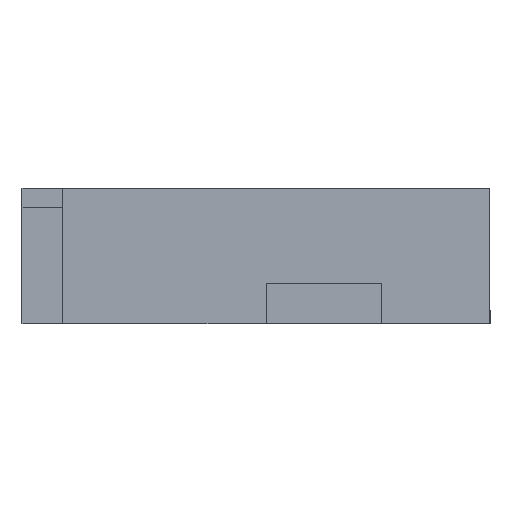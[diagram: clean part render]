
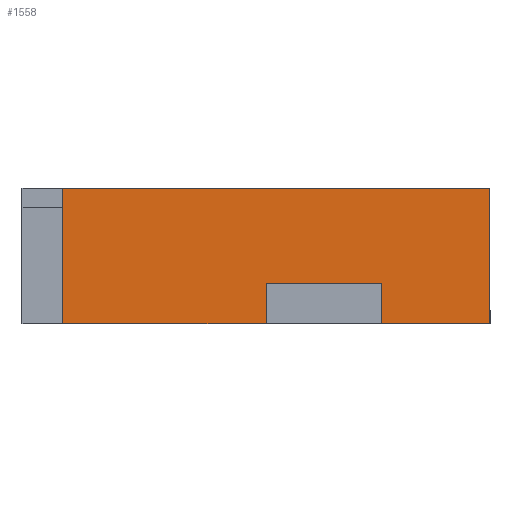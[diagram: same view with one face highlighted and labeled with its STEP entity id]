
A CAD part, front view. The second image highlights one B-rep face of the part: STEP entity #1558.
In plain terms, the highlighted planar face has unit normal (0, -1, 0).
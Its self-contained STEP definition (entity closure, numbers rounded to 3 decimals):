
#36=PLANE('',#1669);
#101=FACE_OUTER_BOUND('',#184,.T.);
#184=EDGE_LOOP('',(#1194,#1195,#1196,#1197,#1198,#1199,#1200,#1201));
#273=LINE('',#2240,#466);
#306=LINE('',#2317,#499);
#335=LINE('',#2384,#528);
#339=LINE('',#2393,#532);
#340=LINE('',#2396,#533);
#341=LINE('',#2398,#534);
#342=LINE('',#2399,#535);
#343=LINE('',#2400,#536);
#466=VECTOR('',#1794,10.);
#499=VECTOR('',#1843,10.);
#528=VECTOR('',#1902,10.);
#532=VECTOR('',#1910,10.);
#533=VECTOR('',#1913,10.);
#534=VECTOR('',#1914,10.);
#535=VECTOR('',#1915,10.);
#536=VECTOR('',#1916,10.);
#699=VERTEX_POINT('',#2237);
#700=VERTEX_POINT('',#2239);
#736=VERTEX_POINT('',#2315);
#758=VERTEX_POINT('',#2381);
#759=VERTEX_POINT('',#2383);
#762=VERTEX_POINT('',#2391);
#763=VERTEX_POINT('',#2395);
#764=VERTEX_POINT('',#2397);
#855=EDGE_CURVE('',#699,#700,#273,.T.);
#895=EDGE_CURVE('',#736,#699,#306,.T.);
#928=EDGE_CURVE('',#759,#758,#335,.T.);
#933=EDGE_CURVE('',#758,#762,#339,.T.);
#934=EDGE_CURVE('',#763,#736,#340,.T.);
#935=EDGE_CURVE('',#764,#763,#341,.T.);
#936=EDGE_CURVE('',#759,#764,#342,.T.);
#937=EDGE_CURVE('',#700,#762,#343,.T.);
#1194=ORIENTED_EDGE('',*,*,#895,.F.);
#1195=ORIENTED_EDGE('',*,*,#934,.F.);
#1196=ORIENTED_EDGE('',*,*,#935,.F.);
#1197=ORIENTED_EDGE('',*,*,#936,.F.);
#1198=ORIENTED_EDGE('',*,*,#928,.T.);
#1199=ORIENTED_EDGE('',*,*,#933,.T.);
#1200=ORIENTED_EDGE('',*,*,#937,.F.);
#1201=ORIENTED_EDGE('',*,*,#855,.F.);
#1558=ADVANCED_FACE('',(#101),#36,.F.);
#1669=AXIS2_PLACEMENT_3D('',#2394,#1911,#1912);
#1794=DIRECTION('',(0.,0.,-1.));
#1843=DIRECTION('',(1.,0.,0.));
#1902=DIRECTION('',(1.,0.,0.));
#1910=DIRECTION('',(0.,0.,-1.));
#1911=DIRECTION('center_axis',(0.,1.,0.));
#1912=DIRECTION('ref_axis',(0.,0.,-1.));
#1913=DIRECTION('',(0.,0.,1.));
#1914=DIRECTION('',(-1.,0.,0.));
#1915=DIRECTION('',(0.,0.,-1.));
#1916=DIRECTION('',(-1.,0.,0.));
#2237=CARTESIAN_POINT('',(37.,36.15,13.));
#2239=CARTESIAN_POINT('',(37.,36.15,3.));
#2240=CARTESIAN_POINT('',(37.,36.15,3.));
#2315=CARTESIAN_POINT('',(5.5,36.15,13.));
#2317=CARTESIAN_POINT('',(3.,36.15,13.));
#2381=CARTESIAN_POINT('',(29.,36.15,6.));
#2383=CARTESIAN_POINT('',(20.5,36.15,6.));
#2384=CARTESIAN_POINT('',(20.5,36.15,6.));
#2391=CARTESIAN_POINT('',(29.,36.15,3.));
#2393=CARTESIAN_POINT('',(29.,36.15,6.3));
#2394=CARTESIAN_POINT('Origin',(36.,36.15,3.));
#2395=CARTESIAN_POINT('',(5.5,36.15,3.));
#2396=CARTESIAN_POINT('',(5.5,36.15,3.));
#2397=CARTESIAN_POINT('',(20.5,36.15,3.));
#2398=CARTESIAN_POINT('',(3.,36.15,3.));
#2399=CARTESIAN_POINT('',(20.5,36.15,6.3));
#2400=CARTESIAN_POINT('',(3.,36.15,3.));
